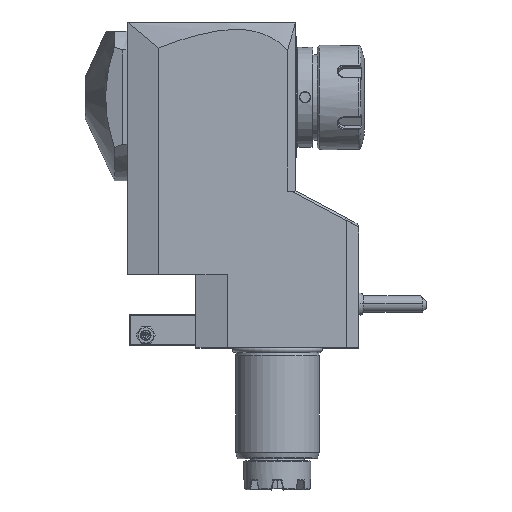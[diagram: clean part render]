
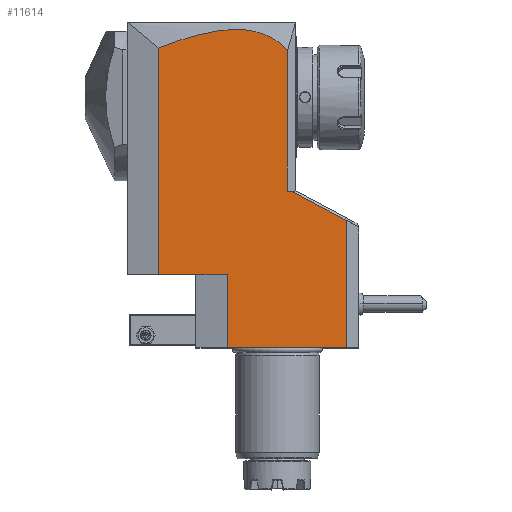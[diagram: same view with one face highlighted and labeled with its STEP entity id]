
A CAD part, top view. The second image highlights one B-rep face of the part: STEP entity #11614.
In plain terms, the highlighted planar face has unit normal (0, 0, 1).
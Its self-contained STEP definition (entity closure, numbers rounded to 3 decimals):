
#17=DIRECTION('',(-1.,0.,0.));
#18=VECTOR('',#17,57.);
#19=CARTESIAN_POINT('',(33.,0.,37.5));
#20=LINE('',#19,#18);
#199=DIRECTION('',(0.,-1.,0.));
#200=VECTOR('',#199,108.515);
#201=CARTESIAN_POINT('',(-57.,143.515,37.5));
#202=LINE('',#201,#200);
#222=CARTESIAN_POINT('',(4.8,142.483,37.5));
#223=CARTESIAN_POINT('',(4.566,142.74,37.5));
#224=CARTESIAN_POINT('',(4.094,143.241,37.5));
#225=CARTESIAN_POINT('',(3.38,143.952,37.5));
#226=CARTESIAN_POINT('',(2.659,144.627,37.5));
#227=CARTESIAN_POINT('',(1.928,145.266,37.5));
#228=CARTESIAN_POINT('',(1.189,145.873,37.5));
#229=CARTESIAN_POINT('',(0.439,146.448,37.5));
#230=CARTESIAN_POINT('',(-0.324,146.994,37.5));
#231=CARTESIAN_POINT('',(-1.098,147.511,37.5));
#232=CARTESIAN_POINT('',(-1.888,148.002,37.5));
#233=CARTESIAN_POINT('',(-2.693,148.466,37.5));
#234=CARTESIAN_POINT('',(-3.515,148.905,37.5));
#235=CARTESIAN_POINT('',(-4.356,149.318,37.5));
#236=CARTESIAN_POINT('',(-5.217,149.708,37.5));
#237=CARTESIAN_POINT('',(-6.102,150.073,37.5));
#238=CARTESIAN_POINT('',(-7.01,150.414,37.5));
#239=CARTESIAN_POINT('',(-7.945,150.732,37.5));
#240=CARTESIAN_POINT('',(-8.909,151.025,37.5));
#241=CARTESIAN_POINT('',(-9.904,151.293,37.5));
#242=CARTESIAN_POINT('',(-10.934,151.536,37.5));
#243=CARTESIAN_POINT('',(-12.001,151.752,37.5));
#244=CARTESIAN_POINT('',(-13.11,151.942,37.5));
#245=CARTESIAN_POINT('',(-14.263,152.103,37.5));
#246=CARTESIAN_POINT('',(-15.464,152.234,37.5));
#247=CARTESIAN_POINT('',(-16.717,152.332,37.5));
#248=CARTESIAN_POINT('',(-18.027,152.397,37.5));
#249=CARTESIAN_POINT('',(-19.401,152.425,37.5));
#250=CARTESIAN_POINT('',(-20.843,152.413,37.5));
#251=CARTESIAN_POINT('',(-22.359,152.358,37.5));
#252=CARTESIAN_POINT('',(-23.958,152.255,37.5));
#253=CARTESIAN_POINT('',(-25.647,152.102,37.5));
#254=CARTESIAN_POINT('',(-27.435,151.891,37.5));
#255=CARTESIAN_POINT('',(-29.331,151.618,37.5));
#256=CARTESIAN_POINT('',(-31.35,151.274,37.5));
#257=CARTESIAN_POINT('',(-33.508,150.852,37.5));
#258=CARTESIAN_POINT('',(-35.819,150.342,37.5));
#259=CARTESIAN_POINT('',(-38.296,149.733,37.5));
#260=CARTESIAN_POINT('',(-40.951,149.016,37.5));
#261=CARTESIAN_POINT('',(-43.794,148.179,37.5));
#262=CARTESIAN_POINT('',(-46.821,147.217,37.5));
#263=CARTESIAN_POINT('',(-50.028,146.126,37.5));
#264=CARTESIAN_POINT('',(-53.412,144.901,37.5));
#265=CARTESIAN_POINT('',(-55.785,143.993,37.5));
#266=CARTESIAN_POINT('',(-57.,143.515,37.5));
#268=DIRECTION('',(0.,-1.,0.));
#269=VECTOR('',#268,67.483);
#270=CARTESIAN_POINT('',(4.8,142.483,37.5));
#271=LINE('',#270,#269);
#272=DIRECTION('',(-0.883,0.469,0.));
#273=VECTOR('',#272,29.519);
#274=CARTESIAN_POINT('',(32.842,61.142,37.5));
#275=LINE('',#274,#273);
#276=DIRECTION('',(-0.883,0.469,0.));
#277=VECTOR('',#276,0.179);
#278=CARTESIAN_POINT('',(33.,61.058,37.5));
#279=LINE('',#278,#277);
#296=DIRECTION('',(1.,0.,0.));
#297=VECTOR('',#296,33.);
#298=CARTESIAN_POINT('',(-57.,35.,37.5));
#299=LINE('',#298,#297);
#300=DIRECTION('',(0.,-1.,0.));
#301=VECTOR('',#300,35.);
#302=CARTESIAN_POINT('',(-24.,35.,37.5));
#303=LINE('',#302,#301);
#2573=DIRECTION('',(1.,0.,0.));
#2574=VECTOR('',#2573,1.978);
#2575=CARTESIAN_POINT('',(4.8,75.,37.5));
#2576=LINE('',#2575,#2574);
#2629=DIRECTION('',(0.,1.,0.));
#2630=VECTOR('',#2629,61.058);
#2631=CARTESIAN_POINT('',(33.,0.,37.5));
#2632=LINE('',#2631,#2630);
#10872=CARTESIAN_POINT('',(6.778,75.,37.5));
#10874=VERTEX_POINT('',#10872);
#10898=CARTESIAN_POINT('',(-24.,35.,37.5));
#10899=VERTEX_POINT('',#10898);
#10924=VERTEX_POINT('',#222);
#10925=VERTEX_POINT('',#266);
#10950=CARTESIAN_POINT('',(4.8,75.,37.5));
#10951=VERTEX_POINT('',#10950);
#11247=CARTESIAN_POINT('',(-57.,35.,37.5));
#11249=VERTEX_POINT('',#11247);
#11256=CARTESIAN_POINT('',(33.,61.058,37.5));
#11258=VERTEX_POINT('',#11256);
#11271=CARTESIAN_POINT('',(33.,0.,37.5));
#11272=VERTEX_POINT('',#11271);
#11273=CARTESIAN_POINT('',(-24.,0.,37.5));
#11274=VERTEX_POINT('',#11273);
#11328=CARTESIAN_POINT('',(32.842,61.142,37.5));
#11330=VERTEX_POINT('',#11328);
#11589=CARTESIAN_POINT('',(-39.202,35.,37.5));
#11590=DIRECTION('',(0.,0.,1.));
#11591=DIRECTION('',(1.,0.,0.));
#11592=AXIS2_PLACEMENT_3D('',#11589,#11590,#11591);
#11593=PLANE('',#11592);
#11595=ORIENTED_EDGE('',*,*,#11594,.F.);
#11596=ORIENTED_EDGE('',*,*,#11575,.F.);
#11598=ORIENTED_EDGE('',*,*,#11597,.F.);
#11600=ORIENTED_EDGE('',*,*,#11599,.T.);
#11602=ORIENTED_EDGE('',*,*,#11601,.T.);
#11604=ORIENTED_EDGE('',*,*,#11603,.F.);
#11606=ORIENTED_EDGE('',*,*,#11605,.F.);
#11608=ORIENTED_EDGE('',*,*,#11607,.F.);
#11609=ORIENTED_EDGE('',*,*,#11452,.T.);
#11611=ORIENTED_EDGE('',*,*,#11610,.F.);
#11612=EDGE_LOOP('',(#11595,#11596,#11598,#11600,#11602,#11604,#11606,#11608,
#11609,#11611));
#11613=FACE_OUTER_BOUND('',#11612,.F.);
#267=B_SPLINE_CURVE_WITH_KNOTS('',3,(#222,#223,#224,#225,#226,#227,#228,#229,
#230,#231,#232,#233,#234,#235,#236,#237,#238,#239,#240,#241,#242,#243,#244,#245,
#246,#247,#248,#249,#250,#251,#252,#253,#254,#255,#256,#257,#258,#259,#260,#261,
#262,#263,#264,#265,#266),.UNSPECIFIED.,.F.,.F.,(4,1,1,1,1,1,1,1,1,1,1,1,1,1,1,
1,1,1,1,1,1,1,1,1,1,1,1,1,1,1,1,1,1,1,1,1,1,1,1,1,1,1,4),(0.,
0.024,0.048,0.071,0.095,
0.119,0.143,0.167,0.19,
0.214,0.238,0.262,0.286,
0.31,0.333,0.357,0.381,
0.405,0.429,0.452,0.476,0.5,
0.524,0.548,0.571,0.595,
0.619,0.643,0.667,0.69,
0.714,0.738,0.762,0.786,
0.81,0.833,0.857,0.881,
0.905,0.929,0.952,0.976,1.),
.UNSPECIFIED.);
#11452=EDGE_CURVE('',#11272,#11274,#20,.T.);
#11575=EDGE_CURVE('',#10925,#11249,#202,.T.);
#11594=EDGE_CURVE('',#11249,#10899,#299,.T.);
#11597=EDGE_CURVE('',#10924,#10925,#267,.T.);
#11599=EDGE_CURVE('',#10924,#10951,#271,.T.);
#11601=EDGE_CURVE('',#10951,#10874,#2576,.T.);
#11603=EDGE_CURVE('',#11330,#10874,#275,.T.);
#11605=EDGE_CURVE('',#11258,#11330,#279,.T.);
#11607=EDGE_CURVE('',#11272,#11258,#2632,.T.);
#11610=EDGE_CURVE('',#10899,#11274,#303,.T.);
#11614=ADVANCED_FACE('',(#11613),#11593,.T.);
